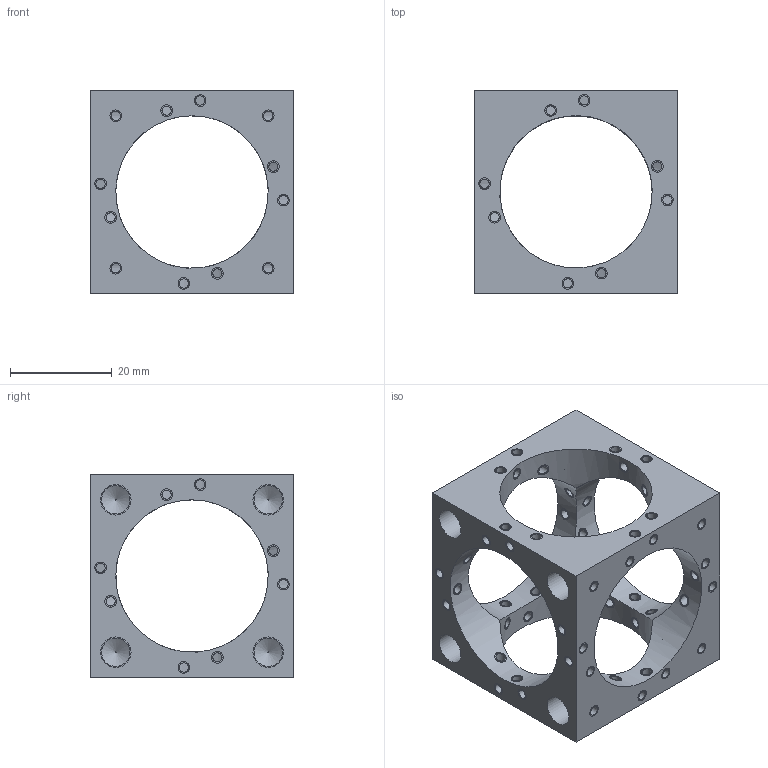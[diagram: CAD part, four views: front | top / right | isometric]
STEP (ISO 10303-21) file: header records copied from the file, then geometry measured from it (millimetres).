
FILE_DESCRIPTION(('Bauteilbeschreibung','HiCAD-Model','HiCAD-STEP-TRANSLATION','Bauteilbeschreibung'),'2;1');
FILE_NAME('061081_STEP.STP','2003-05-13T13:45:22+00:00',('Konstrukteur'),('Konstrukteur Firma GmbH'),'HiCAD2 V1102 STEP 20.9.2001','HiCAD2 V1102','confidential');
FILE_SCHEMA(('AUTOMOTIVE_DESIGN { 1 2 10303 214 0 1 1 1 }'));
Length unit declared in the file: millimetre
Products named in the file (58): A0012269; A00122690; GEWINDEHUELSE; GEWINDEHUELSE0; GEWINDEHUELSE1; GEWINDEHUELSE2; GEWINDEHUELSE3; GEWINDEHUELSE4; GEWINDEHUELSE5; GEWINDEHUELSE6; GEWINDEHUELSE7; GEWINDEHUELSE8; GEWINDEHUELSE9; GEWINDEHUELSE10; GEWINDEHUELSE11; GEWINDEHUELSE12; GEWINDEHUELSE13; GEWINDEHUELSE14; GEWINDEHUELSE15; GEWINDEHUELSE16; GEWINDEHUELSE17; GEWINDEHUELSE18; GEWINDEHUELSE19; GEWINDEHUELSE20; GEWINDEHUELSE21; GEWINDEHUELSE22; GEWINDEHUELSE23; GEWINDEHUELSE24; GEWINDEHUELSE25; GEWINDEHUELSE26; GEWINDEHUELSE27; GEWINDEHUELSE28; GEWINDEHUELSE29; GEWINDEHUELSE30; GEWINDEHUELSE31; GEWINDEHUELSE32; GEWINDEHUELSE33; GEWINDEHUELSE34; GEWINDEHUELSE35; GEWINDEHUELSE36 ...
Assembly tree (57 placements, depth 2):
  A0012269
    A00122690
    GEWINDEHUELSE
    GEWINDEHUELSE0
    GEWINDEHUELSE1
    GEWINDEHUELSE2
    GEWINDEHUELSE3
    GEWINDEHUELSE4
    GEWINDEHUELSE5
    GEWINDEHUELSE6
    GEWINDEHUELSE7
    GEWINDEHUELSE8
    GEWINDEHUELSE9
    GEWINDEHUELSE10
    GEWINDEHUELSE11
    GEWINDEHUELSE12
    GEWINDEHUELSE13
    GEWINDEHUELSE14
    GEWINDEHUELSE15
    GEWINDEHUELSE16
    GEWINDEHUELSE17
    GEWINDEHUELSE18
    GEWINDEHUELSE19
    GEWINDEHUELSE20
    GEWINDEHUELSE21
    GEWINDEHUELSE22
    GEWINDEHUELSE23
    GEWINDEHUELSE24
    GEWINDEHUELSE25
    GEWINDEHUELSE26
    GEWINDEHUELSE27
    GEWINDEHUELSE28
    GEWINDEHUELSE29
    GEWINDEHUELSE30
    GEWINDEHUELSE31
    GEWINDEHUELSE32
    GEWINDEHUELSE33
    GEWINDEHUELSE34
    GEWINDEHUELSE35
    GEWINDEHUELSE36
    GEWINDEHUELSE37
    GEWINDEHUELSE38
    GEWINDEHUELSE39
    GEWINDEHUELSE40
    GEWINDEHUELSE41
    GEWINDEHUELSE42
    GEWINDEHUELSE43
    GEWINDEHUELSE44
    GEWINDEHUELSE45
    GEWINDEHUELSE46
    GEWINDEHUELSE47
    GEWINDEHUELSE48
    GEWINDEHUELSE49
    GEWINDEHUELSE50
    GEWINDEHUELSE51
    GEWINDEHUELSE52
    GEWINDEHUELSE53
    GEWINDEHUELSE54
Bounding box: 40 x 40 x 40 mm (x, y, z)
Volume: 14210.3 mm3; surface area: 16015.5 mm2
Topology: 57 solids, 57 shells, 348 faces, 786 edges, 568 vertices
Faces by surface type: cylinder 246, plane 94, cone 8
Full cylindrical faces by diameter (mm): 1.809 x56, 2.3 x112, 2.31 x8, 5.6 x8, 6 x8, 30 x6
Entity records: 34077 total; most frequent: CARTESIAN_POINT 21138, DIRECTION 1452, ORIENTED_EDGE 844, COLOUR_RGB 827, PRESENTATION_STYLE_ASSIGNMENT 827, EDGE_LOOP 808, OVER_RIDING_STYLED_ITEM 770, AXIS2_PLACEMENT_3D 720
